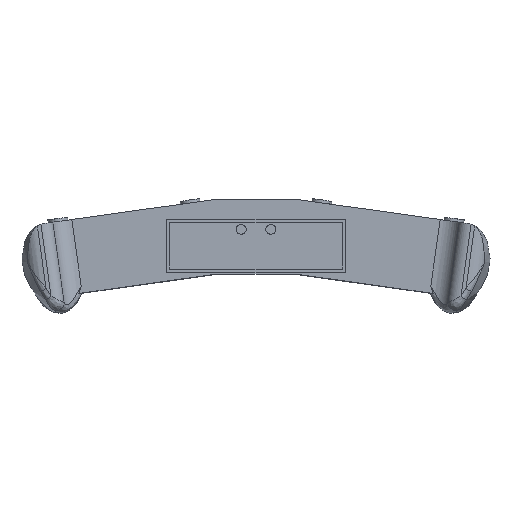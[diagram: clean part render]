
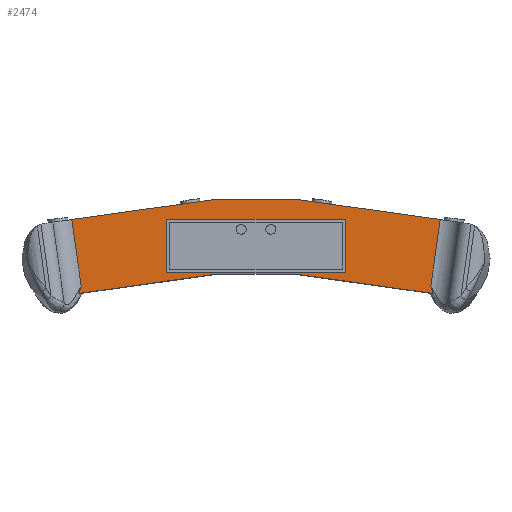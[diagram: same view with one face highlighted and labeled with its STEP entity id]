
A CAD part, top view. The second image highlights one B-rep face of the part: STEP entity #2474.
In plain terms, the highlighted planar face has unit normal (0, 0, 1).
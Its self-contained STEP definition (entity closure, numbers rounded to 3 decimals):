
#5 = VERTEX_POINT ( 'NONE', #8543 ) ;
#11 = ORIENTED_EDGE ( 'NONE', *, *, #1511, .T. ) ;
#47 = CARTESIAN_POINT ( 'NONE',  ( 75.995, 21.888, 10.96 ) ) ;
#69 = VERTEX_POINT ( 'NONE', #9503 ) ;
#314 = CARTESIAN_POINT ( 'NONE',  ( -70.742, -15.483, 10.96 ) ) ;
#732 = EDGE_CURVE ( 'NONE', #2466, #5, #7874, .T. ) ;
#741 = CARTESIAN_POINT ( 'NONE',  ( -71.683, -18.43, 10.96 ) ) ;
#780 = PLANE ( 'NONE',  #6539 ) ;
#801 = B_SPLINE_CURVE_WITH_KNOTS ( 'NONE', 3,
 ( #4851, #9779, #2892, #314 ),
 .UNSPECIFIED., .F., .F.,
 ( 4, 4 ),
 ( 0., 0.003 ),
 .UNSPECIFIED. ) ;
#831 = DIRECTION ( 'NONE',  ( 0.139, -0.99, 0. ) ) ;
#835 = CARTESIAN_POINT ( 'NONE',  ( 17.36, 19.499, 10.96 ) ) ;
#973 = VECTOR ( 'NONE', #5044, 1000. ) ;
#999 = CARTESIAN_POINT ( 'NONE',  ( 36.2, 11.6, 10.96 ) ) ;
#1209 = ORIENTED_EDGE ( 'NONE', *, *, #732, .F. ) ;
#1511 = EDGE_CURVE ( 'NONE', #1681, #7616, #10672, .T. ) ;
#1560 = FACE_BOUND ( 'NONE', #5516, .T. ) ;
#1681 = VERTEX_POINT ( 'NONE', #2296 ) ;
#1694 = VERTEX_POINT ( 'NONE', #9923 ) ;
#1863 = B_SPLINE_CURVE_WITH_KNOTS ( 'NONE', 3,
 ( #10622, #8932, #9833, #2951 ),
 .UNSPECIFIED., .F., .F.,
 ( 4, 4 ),
 ( 0., 0.003 ),
 .UNSPECIFIED. ) ;
#1943 = VERTEX_POINT ( 'NONE', #3659 ) ;
#1970 = ORIENTED_EDGE ( 'NONE', *, *, #7865, .T. ) ;
#2112 = ORIENTED_EDGE ( 'NONE', *, *, #3920, .F. ) ;
#2170 = VERTEX_POINT ( 'NONE', #8110 ) ;
#2296 = CARTESIAN_POINT ( 'NONE',  ( -17.36, 19.499, 10.96 ) ) ;
#2401 = EDGE_CURVE ( 'NONE', #1943, #2775, #4932, .T. ) ;
#2413 = EDGE_CURVE ( 'NONE', #7616, #10484, #3361, .T. ) ;
#2446 = CARTESIAN_POINT ( 'NONE',  ( 16.25, -10.639, 10.96 ) ) ;
#2465 = LINE ( 'NONE', #5169, #3303 ) ;
#2466 = VERTEX_POINT ( 'NONE', #5827 ) ;
#2468 = DIRECTION ( 'NONE',  ( 0., 1., 0. ) ) ;
#2474 = ADVANCED_FACE ( 'NONE', ( #1560, #8501 ), #780, .T. ) ;
#2675 = VECTOR ( 'NONE', #6627, 1000. ) ;
#2748 = EDGE_CURVE ( 'NONE', #7223, #2170, #2465, .T. ) ;
#2775 = VERTEX_POINT ( 'NONE', #741 ) ;
#2892 = CARTESIAN_POINT ( 'NONE',  ( -71.048, -16.468, 10.96 ) ) ;
#2937 = CARTESIAN_POINT ( 'NONE',  ( 0., -10.639, 10.96 ) ) ;
#2942 = DIRECTION ( 'NONE',  ( 0., 1., 0. ) ) ;
#2951 = CARTESIAN_POINT ( 'NONE',  ( 70.742, -15.483, 10.96 ) ) ;
#3018 = LINE ( 'NONE', #9901, #9554 ) ;
#3042 = DIRECTION ( 'NONE',  ( -1., 0., 0. ) ) ;
#3088 = ORIENTED_EDGE ( 'NONE', *, *, #9652, .F. ) ;
#3193 = CARTESIAN_POINT ( 'NONE',  ( 36.2, -9.8, 10.96 ) ) ;
#3292 = CARTESIAN_POINT ( 'NONE',  ( 17.36, 19.499, 10.96 ) ) ;
#3303 = VECTOR ( 'NONE', #11096, 1000. ) ;
#3361 = LINE ( 'NONE', #8553, #8712 ) ;
#3418 = CARTESIAN_POINT ( 'NONE',  ( -13.185, -10.209, 10.96 ) ) ;
#3626 = VECTOR ( 'NONE', #8813, 1000. ) ;
#3659 = CARTESIAN_POINT ( 'NONE',  ( -16.25, -10.639, 10.96 ) ) ;
#3920 = EDGE_CURVE ( 'NONE', #2775, #10484, #801, .T. ) ;
#4024 = DIRECTION ( 'NONE',  ( 0.99, -0.139, 0. ) ) ;
#4088 = VECTOR ( 'NONE', #4256, 1000. ) ;
#4256 = DIRECTION ( 'NONE',  ( -0.139, -0.99, 0. ) ) ;
#4355 = ORIENTED_EDGE ( 'NONE', *, *, #4618, .F. ) ;
#4413 = CARTESIAN_POINT ( 'NONE',  ( -74.53, 11.465, 10.96 ) ) ;
#4459 = EDGE_CURVE ( 'NONE', #6969, #1943, #10767, .T. ) ;
#4529 = EDGE_CURVE ( 'NONE', #6969, #69, #8403, .T. ) ;
#4618 = EDGE_CURVE ( 'NONE', #6616, #7223, #8352, .T. ) ;
#4760 = ORIENTED_EDGE ( 'NONE', *, *, #2413, .T. ) ;
#4761 = DIRECTION ( 'NONE',  ( 1., 0., 0. ) ) ;
#4851 = CARTESIAN_POINT ( 'NONE',  ( -71.683, -18.43, 10.96 ) ) ;
#4932 = LINE ( 'NONE', #3418, #973 ) ;
#5044 = DIRECTION ( 'NONE',  ( -0.99, -0.139, 0. ) ) ;
#5169 = CARTESIAN_POINT ( 'NONE',  ( 0., 11.6, 10.96 ) ) ;
#5357 = CARTESIAN_POINT ( 'NONE',  ( -17.36, 19.499, 10.96 ) ) ;
#5423 = VECTOR ( 'NONE', #3042, 1000. ) ;
#5436 = ORIENTED_EDGE ( 'NONE', *, *, #2401, .F. ) ;
#5516 = EDGE_LOOP ( 'NONE', ( #8711, #1970, #6142, #4355 ) ) ;
#5827 = CARTESIAN_POINT ( 'NONE',  ( 74.53, 11.465, 10.96 ) ) ;
#6142 = ORIENTED_EDGE ( 'NONE', *, *, #2748, .F. ) ;
#6247 = VERTEX_POINT ( 'NONE', #835 ) ;
#6304 = EDGE_CURVE ( 'NONE', #1681, #6247, #3018, .T. ) ;
#6539 = AXIS2_PLACEMENT_3D ( 'NONE', #11137, #7651, #6853 ) ;
#6611 = LINE ( 'NONE', #3292, #9342 ) ;
#6616 = VERTEX_POINT ( 'NONE', #9781 ) ;
#6627 = DIRECTION ( 'NONE',  ( 1., 0., 0. ) ) ;
#6780 = EDGE_CURVE ( 'NONE', #69, #5, #1863, .T. ) ;
#6853 = DIRECTION ( 'NONE',  ( 0., -1., 0. ) ) ;
#6911 = CARTESIAN_POINT ( 'NONE',  ( -70.742, -15.483, 10.96 ) ) ;
#6969 = VERTEX_POINT ( 'NONE', #2446 ) ;
#7104 = ORIENTED_EDGE ( 'NONE', *, *, #4459, .F. ) ;
#7223 = VERTEX_POINT ( 'NONE', #999 ) ;
#7499 = CARTESIAN_POINT ( 'NONE',  ( 36.2, 11.6, 10.96 ) ) ;
#7616 = VERTEX_POINT ( 'NONE', #4413 ) ;
#7651 = DIRECTION ( 'NONE',  ( 0., 0., 1. ) ) ;
#7865 = EDGE_CURVE ( 'NONE', #1694, #2170, #9874, .T. ) ;
#7874 = LINE ( 'NONE', #47, #4088 ) ;
#8110 = CARTESIAN_POINT ( 'NONE',  ( -36.2, 11.6, 10.96 ) ) ;
#8352 = LINE ( 'NONE', #7499, #10298 ) ;
#8403 = LINE ( 'NONE', #9195, #9936 ) ;
#8501 = FACE_OUTER_BOUND ( 'NONE', #10852, .T. ) ;
#8543 = CARTESIAN_POINT ( 'NONE',  ( 70.742, -15.483, 10.96 ) ) ;
#8553 = CARTESIAN_POINT ( 'NONE',  ( -75.995, 21.888, 10.96 ) ) ;
#8711 = ORIENTED_EDGE ( 'NONE', *, *, #10441, .F. ) ;
#8712 = VECTOR ( 'NONE', #831, 1000. ) ;
#8785 = ORIENTED_EDGE ( 'NONE', *, *, #6780, .T. ) ;
#8788 = ORIENTED_EDGE ( 'NONE', *, *, #4529, .T. ) ;
#8813 = DIRECTION ( 'NONE',  ( -0.99, -0.139, 0. ) ) ;
#8829 = VECTOR ( 'NONE', #2942, 1000. ) ;
#8932 = CARTESIAN_POINT ( 'NONE',  ( 71.355, -17.453, 10.96 ) ) ;
#9195 = CARTESIAN_POINT ( 'NONE',  ( 13.185, -10.209, 10.96 ) ) ;
#9200 = ORIENTED_EDGE ( 'NONE', *, *, #6304, .F. ) ;
#9342 = VECTOR ( 'NONE', #4024, 1000. ) ;
#9503 = CARTESIAN_POINT ( 'NONE',  ( 71.683, -18.43, 10.96 ) ) ;
#9554 = VECTOR ( 'NONE', #4761, 1000. ) ;
#9652 = EDGE_CURVE ( 'NONE', #6247, #2466, #6611, .T. ) ;
#9779 = CARTESIAN_POINT ( 'NONE',  ( -71.355, -17.453, 10.96 ) ) ;
#9781 = CARTESIAN_POINT ( 'NONE',  ( 36.2, -9.8, 10.96 ) ) ;
#9833 = CARTESIAN_POINT ( 'NONE',  ( 71.048, -16.468, 10.96 ) ) ;
#9874 = LINE ( 'NONE', #10552, #8829 ) ;
#9901 = CARTESIAN_POINT ( 'NONE',  ( 17.36, 19.499, 10.96 ) ) ;
#9923 = CARTESIAN_POINT ( 'NONE',  ( -36.2, -9.8, 10.96 ) ) ;
#9936 = VECTOR ( 'NONE', #11047, 1000. ) ;
#10298 = VECTOR ( 'NONE', #2468, 1000. ) ;
#10441 = EDGE_CURVE ( 'NONE', #1694, #6616, #10914, .T. ) ;
#10484 = VERTEX_POINT ( 'NONE', #6911 ) ;
#10552 = CARTESIAN_POINT ( 'NONE',  ( -36.2, 11.6, 10.96 ) ) ;
#10622 = CARTESIAN_POINT ( 'NONE',  ( 71.683, -18.43, 10.96 ) ) ;
#10672 = LINE ( 'NONE', #5357, #3626 ) ;
#10767 = LINE ( 'NONE', #2937, #5423 ) ;
#10852 = EDGE_LOOP ( 'NONE', ( #5436, #7104, #8788, #8785, #1209, #3088, #9200, #11, #4760, #2112 ) ) ;
#10914 = LINE ( 'NONE', #3193, #2675 ) ;
#11047 = DIRECTION ( 'NONE',  ( 0.99, -0.139, 0. ) ) ;
#11096 = DIRECTION ( 'NONE',  ( -1., 0., 0. ) ) ;
#11137 = CARTESIAN_POINT ( 'NONE',  ( 13.185, -10.209, 10.96 ) ) ;
